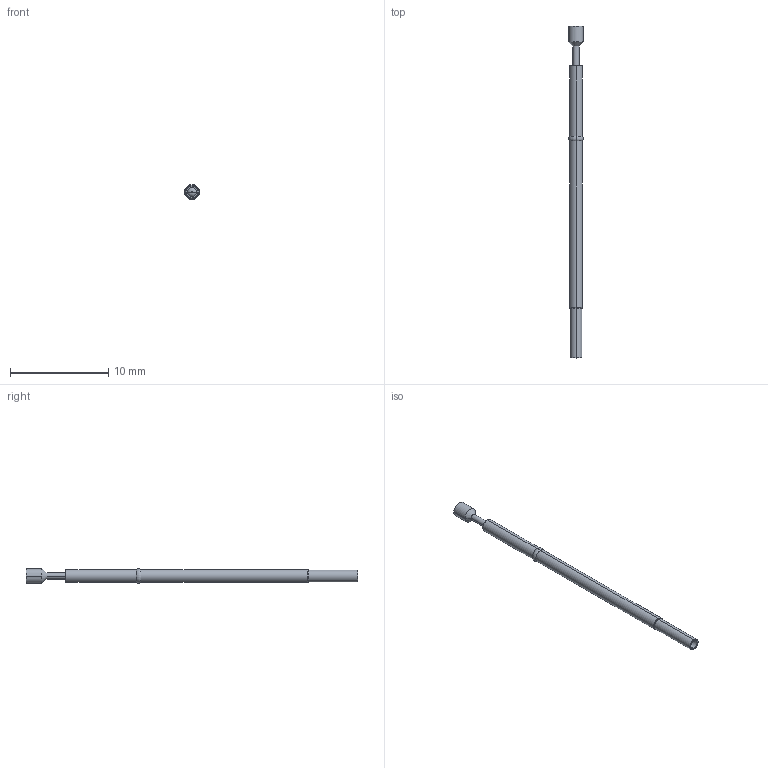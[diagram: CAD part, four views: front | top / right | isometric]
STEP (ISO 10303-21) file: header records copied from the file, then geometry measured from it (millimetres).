
FILE_DESCRIPTION (( 'STEP AP203' ), '1' );
FILE_NAME ('ICT 075.STEP', '2012-03-03T19:50:43', ( '' ), ( '' ), 'SwSTEP 2.0', 'SolidWorks 2011', '' );
FILE_SCHEMA (( 'CONFIG_CONTROL_DESIGN' ));
Length unit declared in the file: inch
Products named in the file (3): ICT 075; ICT 075 A; R-075-CR
Assembly tree (2 placements, depth 2):
  ICT 075
    ICT 075 A
    R-075-CR
Bounding box: 1.52 x 33.78 x 1.52 mm (x, y, z)
Volume: 39 mm3; surface area: 314.3 mm2
Topology: 2 solids, 2 shells, 39 faces, 78 edges, 43 vertices
Faces by surface type: cylinder 18, cone 8, torus 8, plane 5
Entity records: 1311 total; most frequent: DIRECTION 214, CARTESIAN_POINT 163, ORIENTED_EDGE 152, AXIS2_PLACEMENT_3D 94, EDGE_CURVE 76, CIRCLE 50, EDGE_LOOP 43, VERTEX_POINT 43
